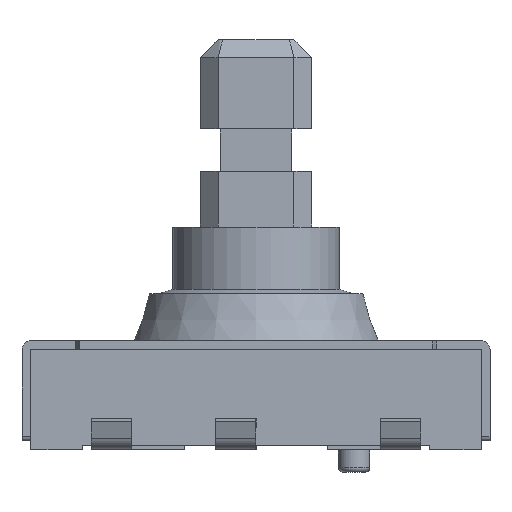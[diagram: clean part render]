
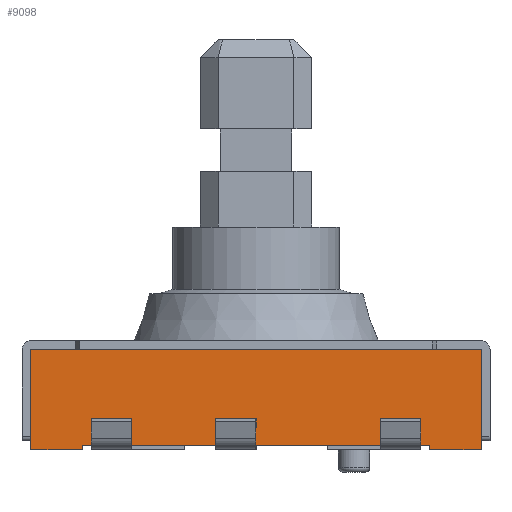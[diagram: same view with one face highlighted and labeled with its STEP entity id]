
A CAD part, left-side view. The second image highlights one B-rep face of the part: STEP entity #9098.
In plain terms, the highlighted planar face has unit normal (-1, 0, 0).
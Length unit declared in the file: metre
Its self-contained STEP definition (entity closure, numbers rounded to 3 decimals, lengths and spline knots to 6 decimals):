
#556=ORIENTED_EDGE('',*,*,#3164,.T.);
#557=ORIENTED_EDGE('',*,*,#3165,.T.);
#558=ORIENTED_EDGE('',*,*,#3166,.F.);
#559=ORIENTED_EDGE('',*,*,#3167,.F.);
#560=ORIENTED_EDGE('',*,*,#3168,.F.);
#561=ORIENTED_EDGE('',*,*,#3169,.T.);
#562=ORIENTED_EDGE('',*,*,#3170,.F.);
#563=ORIENTED_EDGE('',*,*,#3171,.F.);
#3164=EDGE_CURVE('',#4482,#4483,#5392,.T.);
#3165=EDGE_CURVE('',#4483,#4484,#5393,.T.);
#3166=EDGE_CURVE('',#4485,#4484,#5394,.T.);
#3167=EDGE_CURVE('',#4486,#4485,#5395,.T.);
#3168=EDGE_CURVE('',#4487,#4486,#5396,.T.);
#3169=EDGE_CURVE('',#4487,#4488,#5397,.T.);
#3170=EDGE_CURVE('',#4489,#4488,#5398,.T.);
#3171=EDGE_CURVE('',#4482,#4489,#5399,.T.);
#4482=VERTEX_POINT('',#13162);
#4483=VERTEX_POINT('',#13163);
#4484=VERTEX_POINT('',#13165);
#4485=VERTEX_POINT('',#13167);
#4486=VERTEX_POINT('',#13169);
#4487=VERTEX_POINT('',#13171);
#4488=VERTEX_POINT('',#13173);
#4489=VERTEX_POINT('',#13175);
#5392=LINE('',#13161,#6520);
#5393=LINE('',#13164,#6521);
#5394=LINE('',#13166,#6522);
#5395=LINE('',#13168,#6523);
#5396=LINE('',#13170,#6524);
#5397=LINE('',#13172,#6525);
#5398=LINE('',#13174,#6526);
#5399=LINE('',#13176,#6527);
#6520=VECTOR('',#10531,1.);
#6521=VECTOR('',#10532,1.);
#6522=VECTOR('',#10533,1.);
#6523=VECTOR('',#10534,1.);
#6524=VECTOR('',#10535,1.);
#6525=VECTOR('',#10536,1.);
#6526=VECTOR('',#10537,1.);
#6527=VECTOR('',#10538,1.);
#7620=EDGE_LOOP('',(#556,#557,#558,#559,#560,#561,#562,#563));
#8174=FACE_BOUND('',#7620,.T.);
#8715=PLANE('',#9704);
#9098=ADVANCED_FACE('',(#8174),#8715,.T.);
#9704=AXIS2_PLACEMENT_3D('',#13160,#10529,#10530);
#10529=DIRECTION('',(-1.,0.,0.));
#10530=DIRECTION('',(0.,0.,1.));
#10531=DIRECTION('',(0.,1.,0.));
#10532=DIRECTION('',(0.,0.,-1.));
#10533=DIRECTION('',(0.,1.,0.));
#10534=DIRECTION('',(0.,0.,-1.));
#10535=DIRECTION('',(0.,1.,0.));
#10536=DIRECTION('',(0.,0.,-1.));
#10537=DIRECTION('',(0.,1.,0.));
#10538=DIRECTION('',(0.,0.,-1.));
#13160=CARTESIAN_POINT('',(-0.005,0.,0.002252));
#13161=CARTESIAN_POINT('',(-0.005,0.,0.00225));
#13162=CARTESIAN_POINT('',(-0.005,-0.00505,0.00225));
#13163=CARTESIAN_POINT('',(-0.005,0.00505,0.00225));
#13164=CARTESIAN_POINT('',(-0.005,0.00505,0.002252));
#13165=CARTESIAN_POINT('',(-0.005,0.00505,0.));
#13166=CARTESIAN_POINT('',(-0.005,0.,0.));
#13167=CARTESIAN_POINT('',(-0.005,0.0039,0.));
#13168=CARTESIAN_POINT('',(-0.005,0.0039,0.000102));
#13169=CARTESIAN_POINT('',(-0.005,0.0039,0.0001));
#13170=CARTESIAN_POINT('',(-0.005,0.,0.0001));
#13171=CARTESIAN_POINT('',(-0.005,-0.0039,0.0001));
#13172=CARTESIAN_POINT('',(-0.005,-0.0039,0.000102));
#13173=CARTESIAN_POINT('',(-0.005,-0.0039,0.));
#13174=CARTESIAN_POINT('',(-0.005,0.,0.));
#13175=CARTESIAN_POINT('',(-0.005,-0.00505,0.));
#13176=CARTESIAN_POINT('',(-0.005,-0.00505,0.002252));
